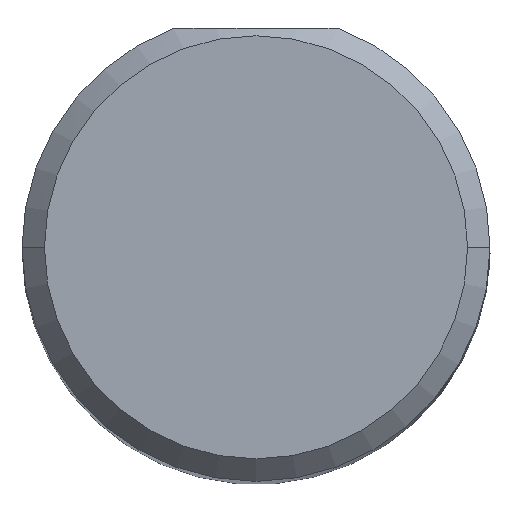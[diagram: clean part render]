
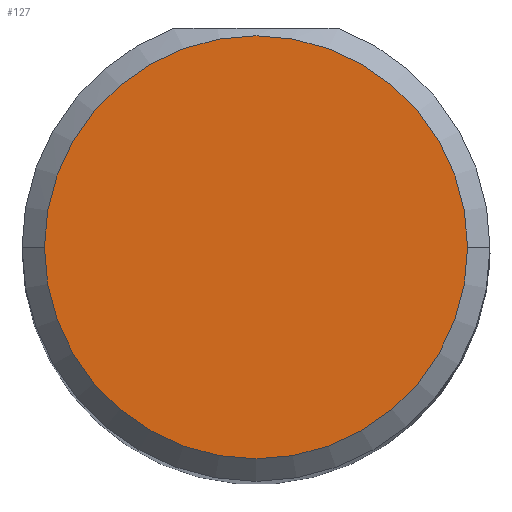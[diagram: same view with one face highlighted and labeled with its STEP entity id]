
A CAD part, top view. The second image highlights one B-rep face of the part: STEP entity #127.
In plain terms, the highlighted planar face has unit normal (0, 0, 1).
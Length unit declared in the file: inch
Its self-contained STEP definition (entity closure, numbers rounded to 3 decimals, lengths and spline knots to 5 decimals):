
#5 = DIRECTION ( 'NONE',  ( 0., 0., 1. ) ) ;
#40 = DIRECTION ( 'NONE',  ( 0., 0., 1. ) ) ;
#79 = EDGE_CURVE ( 'NONE', #337, #221, #231, .T. ) ;
#88 = CIRCLE ( 'NONE', #572, 0.14125 ) ;
#124 = DIRECTION ( 'NONE',  ( 1., 0., 0. ) ) ;
#126 = PLANE ( 'NONE',  #165 ) ;
#127 = ADVANCED_FACE ( 'NONE', ( #136 ), #126, .T. ) ;
#136 = FACE_OUTER_BOUND ( 'NONE', #206, .T. ) ;
#165 = AXIS2_PLACEMENT_3D ( 'NONE', #638, #481, #124 ) ;
#206 = EDGE_LOOP ( 'NONE', ( #475, #333 ) ) ;
#221 = VERTEX_POINT ( 'NONE', #292 ) ;
#228 = EDGE_CURVE ( 'NONE', #221, #337, #88, .T. ) ;
#231 = CIRCLE ( 'NONE', #482, 0.14125 ) ;
#292 = CARTESIAN_POINT ( 'NONE',  ( -0.14125, 0., 2.5 ) ) ;
#333 = ORIENTED_EDGE ( 'NONE', *, *, #79, .T. ) ;
#337 = VERTEX_POINT ( 'NONE', #418 ) ;
#415 = DIRECTION ( 'NONE',  ( 1., 0., 0. ) ) ;
#418 = CARTESIAN_POINT ( 'NONE',  ( 0.14125, 0., 2.5 ) ) ;
#457 = DIRECTION ( 'NONE',  ( 1., 0., 0. ) ) ;
#465 = CARTESIAN_POINT ( 'NONE',  ( 0., 0., 2.5 ) ) ;
#475 = ORIENTED_EDGE ( 'NONE', *, *, #228, .T. ) ;
#481 = DIRECTION ( 'NONE',  ( 0., 0., 1. ) ) ;
#482 = AXIS2_PLACEMENT_3D ( 'NONE', #465, #5, #415 ) ;
#572 = AXIS2_PLACEMENT_3D ( 'NONE', #647, #40, #457 ) ;
#638 = CARTESIAN_POINT ( 'NONE',  ( 0., 0., 2.5 ) ) ;
#647 = CARTESIAN_POINT ( 'NONE',  ( 0., 0., 2.5 ) ) ;
